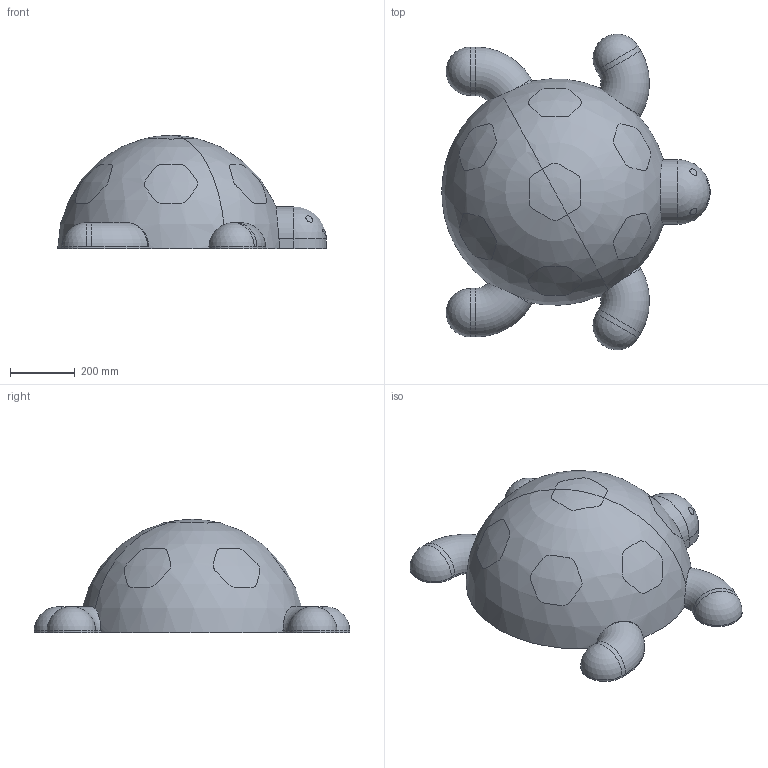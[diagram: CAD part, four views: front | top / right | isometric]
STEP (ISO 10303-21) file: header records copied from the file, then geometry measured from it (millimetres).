
FILE_DESCRIPTION(('FreeCAD Model'),'2;1');
FILE_NAME('Open CASCADE Shape Model','2024-04-29T16:10:03',('Author'),( ''),'Open CASCADE STEP processor 7.6','FreeCAD','Unknown');
FILE_SCHEMA(('AUTOMOTIVE_DESIGN { 1 0 10303 214 1 1 1 1 }'));
Length unit declared in the file: millimetre
Products named in the file (18): Unnamed; 20230406_Schildkroete; 20230406_Schildkroete016; 20230406_Schildkroete001; 20230406_Schildkroete002; 20230406_Schildkroete003; 20230406_Schildkroete004; 20230406_Schildkroete005; 20230406_Schildkroete006; 20230406_Schildkroete007; 20230406_Schildkroete008; 20230406_Schildkroete009; 20230406_Schildkroete010; 20230406_Schildkroete011; 20230406_Schildkroete012; 20230406_Schildkroete013; 20230406_Schildkroete014; 20230406_Schildkroete015
Assembly tree (32 placements, depth 3):
  Unnamed
    20230406_Schildkroete
    20230406_Schildkroete016
      20230406_Schildkroete001
      20230406_Schildkroete002
      20230406_Schildkroete003
      20230406_Schildkroete004
      20230406_Schildkroete005
      20230406_Schildkroete006
      20230406_Schildkroete007
      20230406_Schildkroete008
      20230406_Schildkroete009
      20230406_Schildkroete010
      20230406_Schildkroete011
      20230406_Schildkroete012
      20230406_Schildkroete013
      20230406_Schildkroete014
      20230406_Schildkroete015
    20230406_Schildkroete001
    20230406_Schildkroete002
    20230406_Schildkroete003
    20230406_Schildkroete004
    20230406_Schildkroete005
    20230406_Schildkroete006
    20230406_Schildkroete007
    20230406_Schildkroete008
    20230406_Schildkroete009
    20230406_Schildkroete010
    20230406_Schildkroete011
    20230406_Schildkroete012
    20230406_Schildkroete013
    20230406_Schildkroete014
    20230406_Schildkroete015
Bounding box: 829.94 x 976.15 x 350 mm (x, y, z)
Volume: 115663904 mm3; surface area: 3126523.4 mm2
Topology: 31 solids, 31 shells, 512 faces, 1299 edges, 847 vertices
Faces by surface type: plane 239, cylinder 227, sphere 34, torus 12
Entity records: 11507 total; most frequent: CARTESIAN_POINT 3290, ORIENTED_EDGE 1628, DIRECTION 1490, EDGE_CURVE 814, AXIS2_PLACEMENT_3D 545, VERTEX_POINT 538, LINE 400, VECTOR 400
